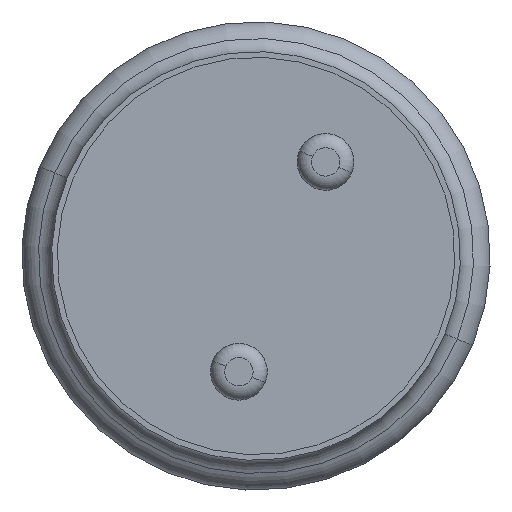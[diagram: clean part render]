
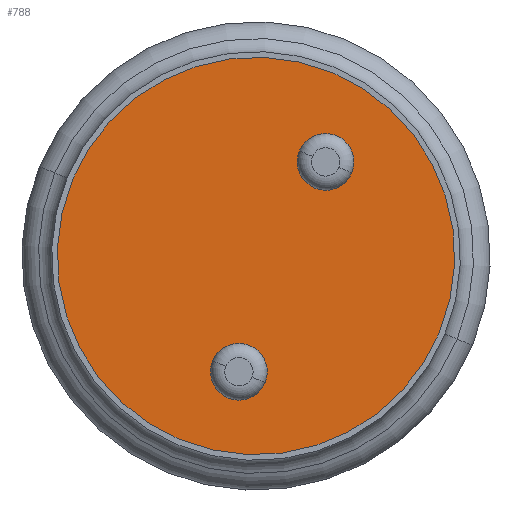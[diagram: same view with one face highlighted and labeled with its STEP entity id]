
A CAD part, left-side view. The second image highlights one B-rep face of the part: STEP entity #788.
In plain terms, the highlighted face is planar.
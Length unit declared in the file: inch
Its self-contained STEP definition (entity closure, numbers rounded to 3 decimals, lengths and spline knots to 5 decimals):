
#26 = DIRECTION ( 'NONE',  ( 0., 1., 0. ) ) ;
#64 = EDGE_CURVE ( 'NONE', #1339, #1429, #1557, .T. ) ;
#79 = DIRECTION ( 'NONE',  ( 0., 1., 0. ) ) ;
#90 = DIRECTION ( 'NONE',  ( 0., 1., 0. ) ) ;
#108 = CARTESIAN_POINT ( 'NONE',  ( 0.08, 0., 0.02 ) ) ;
#109 = VERTEX_POINT ( 'NONE', #787 ) ;
#122 = EDGE_LOOP ( 'NONE', ( #891, #1688 ) ) ;
#134 = ORIENTED_EDGE ( 'NONE', *, *, #1480, .F. ) ;
#143 = DIRECTION ( 'NONE',  ( 0., 1., 0. ) ) ;
#145 = CARTESIAN_POINT ( 'NONE',  ( -0.08, 0., 0.02 ) ) ;
#170 = VERTEX_POINT ( 'NONE', #779 ) ;
#210 = CARTESIAN_POINT ( 'NONE',  ( 0.08, 0., 0.02 ) ) ;
#238 = CIRCLE ( 'NONE', #1188, 0.14 ) ;
#282 = DIRECTION ( 'NONE',  ( 0., 0., 1. ) ) ;
#333 = AXIS2_PLACEMENT_3D ( 'NONE', #1693, #1174, #336 ) ;
#336 = DIRECTION ( 'NONE',  ( 0., 0., 1. ) ) ;
#442 = DIRECTION ( 'NONE',  ( 0., 1., 0. ) ) ;
#453 = FACE_BOUND ( 'NONE', #122, .T. ) ;
#470 = CARTESIAN_POINT ( 'NONE',  ( 0.08, 0., 0.04 ) ) ;
#573 = CIRCLE ( 'NONE', #877, 0.14 ) ;
#578 = CARTESIAN_POINT ( 'NONE',  ( -0.08, 0., 0. ) ) ;
#609 = EDGE_CURVE ( 'NONE', #1482, #109, #1771, .T. ) ;
#611 = EDGE_LOOP ( 'NONE', ( #1266, #134 ) ) ;
#640 = ORIENTED_EDGE ( 'NONE', *, *, #859, .T. ) ;
#674 = DIRECTION ( 'NONE',  ( 0., 0., 1. ) ) ;
#732 = AXIS2_PLACEMENT_3D ( 'NONE', #145, #1127, #282 ) ;
#755 = CARTESIAN_POINT ( 'NONE',  ( -0.08, 0., 0.02 ) ) ;
#779 = CARTESIAN_POINT ( 'NONE',  ( 0., 0., 0.14 ) ) ;
#787 = CARTESIAN_POINT ( 'NONE',  ( -0.08, 0., 0.04 ) ) ;
#788 = ADVANCED_FACE ( 'NONE', ( #453, #1637, #1365 ), #894, .F. ) ;
#808 = EDGE_LOOP ( 'NONE', ( #1403, #640 ) ) ;
#859 = EDGE_CURVE ( 'NONE', #109, #1482, #909, .T. ) ;
#877 = AXIS2_PLACEMENT_3D ( 'NONE', #1302, #442, #1763 ) ;
#891 = ORIENTED_EDGE ( 'NONE', *, *, #64, .T. ) ;
#894 = PLANE ( 'NONE',  #333 ) ;
#909 = CIRCLE ( 'NONE', #1772, 0.02 ) ;
#1022 = DIRECTION ( 'NONE',  ( 0., 0., 1. ) ) ;
#1086 = AXIS2_PLACEMENT_3D ( 'NONE', #108, #143, #1022 ) ;
#1102 = CARTESIAN_POINT ( 'NONE',  ( 0.08, 0., 0. ) ) ;
#1127 = DIRECTION ( 'NONE',  ( 0., 1., 0. ) ) ;
#1163 = EDGE_CURVE ( 'NONE', #170, #1748, #573, .T. ) ;
#1174 = DIRECTION ( 'NONE',  ( 0., 1., 0. ) ) ;
#1188 = AXIS2_PLACEMENT_3D ( 'NONE', #1236, #26, #1367 ) ;
#1236 = CARTESIAN_POINT ( 'NONE',  ( 0., 0., 0. ) ) ;
#1244 = DIRECTION ( 'NONE',  ( 0., 0., 1. ) ) ;
#1266 = ORIENTED_EDGE ( 'NONE', *, *, #1163, .F. ) ;
#1302 = CARTESIAN_POINT ( 'NONE',  ( 0., 0., 0. ) ) ;
#1339 = VERTEX_POINT ( 'NONE', #1102 ) ;
#1365 = FACE_OUTER_BOUND ( 'NONE', #611, .T. ) ;
#1367 = DIRECTION ( 'NONE',  ( 0., 0., 1. ) ) ;
#1403 = ORIENTED_EDGE ( 'NONE', *, *, #609, .T. ) ;
#1415 = CIRCLE ( 'NONE', #1086, 0.02 ) ;
#1429 = VERTEX_POINT ( 'NONE', #470 ) ;
#1480 = EDGE_CURVE ( 'NONE', #1748, #170, #238, .T. ) ;
#1482 = VERTEX_POINT ( 'NONE', #578 ) ;
#1557 = CIRCLE ( 'NONE', #1570, 0.02 ) ;
#1570 = AXIS2_PLACEMENT_3D ( 'NONE', #210, #79, #1244 ) ;
#1618 = CARTESIAN_POINT ( 'NONE',  ( 0., 0., -0.14 ) ) ;
#1637 = FACE_BOUND ( 'NONE', #808, .T. ) ;
#1688 = ORIENTED_EDGE ( 'NONE', *, *, #1696, .T. ) ;
#1693 = CARTESIAN_POINT ( 'NONE',  ( 0.14, 0., 0. ) ) ;
#1696 = EDGE_CURVE ( 'NONE', #1429, #1339, #1415, .T. ) ;
#1748 = VERTEX_POINT ( 'NONE', #1618 ) ;
#1763 = DIRECTION ( 'NONE',  ( 0., 0., 1. ) ) ;
#1771 = CIRCLE ( 'NONE', #732, 0.02 ) ;
#1772 = AXIS2_PLACEMENT_3D ( 'NONE', #755, #90, #674 ) ;
